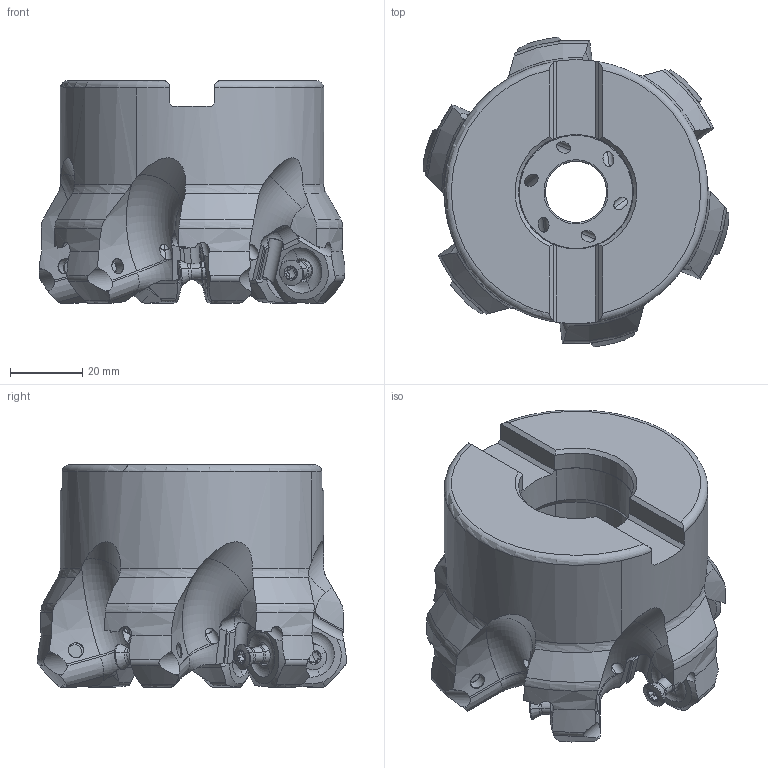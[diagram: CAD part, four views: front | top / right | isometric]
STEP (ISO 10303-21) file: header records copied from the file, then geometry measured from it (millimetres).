
FILE_DESCRIPTION(/* description */ (''),/* implementation_level */ '2;1');
FILE_NAME(/* name */ 'AHX640SUR0306DA.stp',/* time_stamp */ '2018-08-03T11:35:38+09:00',/* author */ (''),/* organization */ (''),/* preprocessor_version */ 'ST-DEVELOPER v16',/* originating_system */ 'SIEMENS PLM Software NX 10.0',/* authorisation */ '');
FILE_SCHEMA (('AUTOMOTIVE_DESIGN { 1 0 10303 214 3 1 1 1 }'));
Length unit declared in the file: millimetre
Products named in the file (1): AHX640SUR0306DA_ASM
Bounding box: 84.82 x 85.87 x 61.71 mm (x, y, z)
Volume: 176867.2 mm3; surface area: 34140.6 mm2
Topology: 7 solids, 7 shells, 706 faces, 1977 edges, 1268 vertices
Faces by surface type: cylinder 300, cone 146, plane 129, torus 77, sphere 42, bspline 12
Entity records: 29669 total; most frequent: CARTESIAN_POINT 12753, ORIENTED_EDGE 3906, DIRECTION 3029, EDGE_CURVE 1953, AXIS2_PLACEMENT_3D 1312, VERTEX_POINT 1268, B_SPLINE_CURVE_WITH_KNOTS 962, EDGE_LOOP 739
